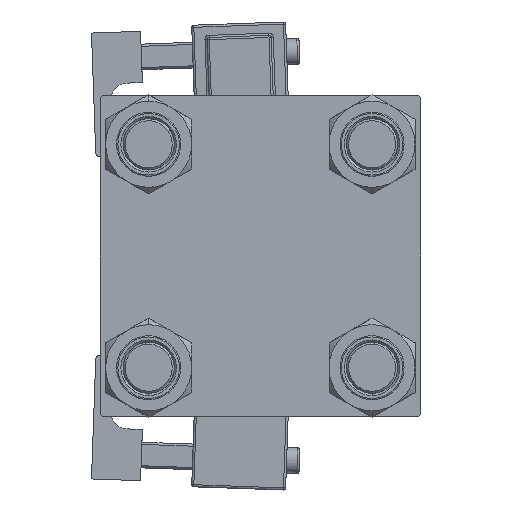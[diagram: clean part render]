
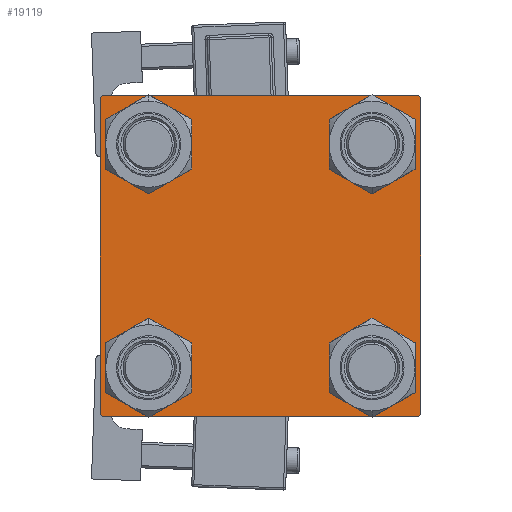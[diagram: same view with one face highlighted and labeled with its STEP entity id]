
A CAD part, left-side view. The second image highlights one B-rep face of the part: STEP entity #19119.
In plain terms, the highlighted planar face has unit normal (-1, 0, 0).
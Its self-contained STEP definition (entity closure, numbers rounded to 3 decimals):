
#184 = ORIENTED_EDGE ( 'NONE', *, *, #11284, .T. ) ;
#266 = DIRECTION ( 'NONE',  ( 1., 0., 0. ) ) ;
#532 = CIRCLE ( 'NONE', #37908, 6.5 ) ;
#794 = ORIENTED_EDGE ( 'NONE', *, *, #49230, .T. ) ;
#822 = LINE ( 'NONE', #17306, #1406 ) ;
#1016 = DIRECTION ( 'NONE',  ( 1., 0., 0. ) ) ;
#1406 = VECTOR ( 'NONE', #48916, 1000. ) ;
#1920 = EDGE_CURVE ( 'NONE', #13219, #17024, #43823, .T. ) ;
#2427 = LINE ( 'NONE', #22877, #3966 ) ;
#2701 = VERTEX_POINT ( 'NONE', #37202 ) ;
#3036 = EDGE_CURVE ( 'NONE', #32487, #9183, #48117, .T. ) ;
#3785 = ORIENTED_EDGE ( 'NONE', *, *, #24634, .T. ) ;
#3966 = VECTOR ( 'NONE', #39068, 1000. ) ;
#4249 = CARTESIAN_POINT ( 'NONE',  ( 0., 26.15, -32.65 ) ) ;
#4276 = CARTESIAN_POINT ( 'NONE',  ( 0., -26.15, 26.15 ) ) ;
#4468 = CARTESIAN_POINT ( 'NONE',  ( 0., -37.5, 37.5 ) ) ;
#4724 = VECTOR ( 'NONE', #21981, 1000. ) ;
#4956 = EDGE_CURVE ( 'NONE', #49584, #36265, #822, .T. ) ;
#5921 = CARTESIAN_POINT ( 'NONE',  ( 0., 37., -37.5 ) ) ;
#6600 = PLANE ( 'NONE',  #18000 ) ;
#7090 = VERTEX_POINT ( 'NONE', #43763 ) ;
#7872 = EDGE_LOOP ( 'NONE', ( #38030, #794 ) ) ;
#8645 = CIRCLE ( 'NONE', #17993, 6.5 ) ;
#9183 = VERTEX_POINT ( 'NONE', #13915 ) ;
#9478 = DIRECTION ( 'NONE',  ( 1., 0., 0. ) ) ;
#10437 = VECTOR ( 'NONE', #24176, 1000. ) ;
#10564 = DIRECTION ( 'NONE',  ( -1., 0., 0. ) ) ;
#11235 = DIRECTION ( 'NONE',  ( 1., 0., 0. ) ) ;
#11284 = EDGE_CURVE ( 'NONE', #35728, #26550, #35378, .T. ) ;
#11998 = CARTESIAN_POINT ( 'NONE',  ( 0., 26.15, -19.65 ) ) ;
#12258 = CARTESIAN_POINT ( 'NONE',  ( 0., 37.25, 37.25 ) ) ;
#12667 = CARTESIAN_POINT ( 'NONE',  ( 0., -26.15, 32.65 ) ) ;
#13219 = VERTEX_POINT ( 'NONE', #20095 ) ;
#13458 = CARTESIAN_POINT ( 'NONE',  ( 0., -26.15, -26.15 ) ) ;
#13757 = AXIS2_PLACEMENT_3D ( 'NONE', #16756, #32951, #45707 ) ;
#13915 = CARTESIAN_POINT ( 'NONE',  ( 0., -26.15, -32.65 ) ) ;
#14541 = CARTESIAN_POINT ( 'NONE',  ( 0., 26.15, 26.15 ) ) ;
#15326 = FACE_OUTER_BOUND ( 'NONE', #45758, .T. ) ;
#15418 = DIRECTION ( 'NONE',  ( 1., 0., 0. ) ) ;
#15472 = DIRECTION ( 'NONE',  ( 0., 0.707, -0.707 ) ) ;
#15787 = CIRCLE ( 'NONE', #22594, 6.5 ) ;
#16468 = CARTESIAN_POINT ( 'NONE',  ( 0., 37.5, -37.5 ) ) ;
#16484 = DIRECTION ( 'NONE',  ( 0., 0., 1. ) ) ;
#16741 = VERTEX_POINT ( 'NONE', #5921 ) ;
#16756 = CARTESIAN_POINT ( 'NONE',  ( 0., -26.15, 26.15 ) ) ;
#17024 = VERTEX_POINT ( 'NONE', #12667 ) ;
#17306 = CARTESIAN_POINT ( 'NONE',  ( 0., -37.25, 37.25 ) ) ;
#17472 = CIRCLE ( 'NONE', #23404, 6.5 ) ;
#17535 = AXIS2_PLACEMENT_3D ( 'NONE', #4276, #266, #16484 ) ;
#17967 = EDGE_CURVE ( 'NONE', #48561, #36265, #40837, .T. ) ;
#17993 = AXIS2_PLACEMENT_3D ( 'NONE', #51811, #15418, #39569 ) ;
#18000 = AXIS2_PLACEMENT_3D ( 'NONE', #23285, #10564, #47727 ) ;
#18084 = ORIENTED_EDGE ( 'NONE', *, *, #21784, .T. ) ;
#18645 = EDGE_CURVE ( 'NONE', #17024, #13219, #51909, .T. ) ;
#19119 = ADVANCED_FACE ( 'NONE', ( #30495, #35503, #30752, #19306, #15326 ), #6600, .T. ) ;
#19306 = FACE_BOUND ( 'NONE', #7872, .T. ) ;
#19956 = DIRECTION ( 'NONE',  ( 0., 0., -1. ) ) ;
#20095 = CARTESIAN_POINT ( 'NONE',  ( 0., -26.15, 19.65 ) ) ;
#20138 = CARTESIAN_POINT ( 'NONE',  ( 0., 37.5, 37.5 ) ) ;
#20929 = DIRECTION ( 'NONE',  ( 0., 0., -1. ) ) ;
#21317 = ORIENTED_EDGE ( 'NONE', *, *, #40458, .T. ) ;
#21332 = ORIENTED_EDGE ( 'NONE', *, *, #45381, .T. ) ;
#21784 = EDGE_CURVE ( 'NONE', #31062, #40106, #8645, .T. ) ;
#21954 = CIRCLE ( 'NONE', #50780, 6.5 ) ;
#21981 = DIRECTION ( 'NONE',  ( 0., -0.707, -0.707 ) ) ;
#22594 = AXIS2_PLACEMENT_3D ( 'NONE', #31415, #11235, #32202 ) ;
#22877 = CARTESIAN_POINT ( 'NONE',  ( 0., -37.25, -37.25 ) ) ;
#23285 = CARTESIAN_POINT ( 'NONE',  ( 0., 0., 0. ) ) ;
#23402 = EDGE_LOOP ( 'NONE', ( #28223, #47905 ) ) ;
#23404 = AXIS2_PLACEMENT_3D ( 'NONE', #13458, #9478, #25666 ) ;
#23908 = ORIENTED_EDGE ( 'NONE', *, *, #32835, .T. ) ;
#24165 = VECTOR ( 'NONE', #15472, 1000. ) ;
#24176 = DIRECTION ( 'NONE',  ( 0., -1., 0. ) ) ;
#24634 = EDGE_CURVE ( 'NONE', #16741, #36893, #36642, .T. ) ;
#24661 = CARTESIAN_POINT ( 'NONE',  ( 0., -26.15, -26.15 ) ) ;
#25666 = DIRECTION ( 'NONE',  ( 0., 0., 1. ) ) ;
#25682 = ORIENTED_EDGE ( 'NONE', *, *, #45203, .T. ) ;
#25815 = CARTESIAN_POINT ( 'NONE',  ( 0., 26.15, 32.65 ) ) ;
#26550 = VERTEX_POINT ( 'NONE', #52433 ) ;
#26731 = DIRECTION ( 'NONE',  ( 1., 0., 0. ) ) ;
#26930 = AXIS2_PLACEMENT_3D ( 'NONE', #24661, #1016, #48580 ) ;
#28223 = ORIENTED_EDGE ( 'NONE', *, *, #3036, .T. ) ;
#28517 = CARTESIAN_POINT ( 'NONE',  ( 0., -26.15, -19.65 ) ) ;
#29196 = EDGE_CURVE ( 'NONE', #49584, #7090, #45357, .T. ) ;
#30495 = FACE_BOUND ( 'NONE', #37701, .T. ) ;
#30735 = DIRECTION ( 'NONE',  ( 1., 0., 0. ) ) ;
#30752 = FACE_BOUND ( 'NONE', #44118, .T. ) ;
#30921 = ORIENTED_EDGE ( 'NONE', *, *, #18645, .T. ) ;
#31062 = VERTEX_POINT ( 'NONE', #11998 ) ;
#31415 = CARTESIAN_POINT ( 'NONE',  ( 0., 26.15, -26.15 ) ) ;
#32202 = DIRECTION ( 'NONE',  ( 0., 0., 1. ) ) ;
#32487 = VERTEX_POINT ( 'NONE', #28517 ) ;
#32612 = VECTOR ( 'NONE', #20929, 1000. ) ;
#32835 = EDGE_CURVE ( 'NONE', #48561, #35728, #48655, .T. ) ;
#32876 = DIRECTION ( 'NONE',  ( 0., -1., 0. ) ) ;
#32951 = DIRECTION ( 'NONE',  ( 1., 0., 0. ) ) ;
#33208 = VECTOR ( 'NONE', #32876, 1000. ) ;
#34074 = CARTESIAN_POINT ( 'NONE',  ( 0., 37., 37.5 ) ) ;
#34921 = ORIENTED_EDGE ( 'NONE', *, *, #1920, .T. ) ;
#34973 = DIRECTION ( 'NONE',  ( 0., 0., 1. ) ) ;
#35356 = EDGE_CURVE ( 'NONE', #9183, #32487, #17472, .T. ) ;
#35378 = LINE ( 'NONE', #39113, #36376 ) ;
#35503 = FACE_BOUND ( 'NONE', #23402, .T. ) ;
#35726 = CARTESIAN_POINT ( 'NONE',  ( 0., 26.15, 26.15 ) ) ;
#35728 = VERTEX_POINT ( 'NONE', #45850 ) ;
#36265 = VERTEX_POINT ( 'NONE', #50777 ) ;
#36376 = VECTOR ( 'NONE', #19956, 1000. ) ;
#36642 = LINE ( 'NONE', #16468, #10437 ) ;
#36893 = VERTEX_POINT ( 'NONE', #52401 ) ;
#37202 = CARTESIAN_POINT ( 'NONE',  ( 0., 26.15, 19.65 ) ) ;
#37701 = EDGE_LOOP ( 'NONE', ( #30921, #34921 ) ) ;
#37908 = AXIS2_PLACEMENT_3D ( 'NONE', #35726, #26731, #43697 ) ;
#38030 = ORIENTED_EDGE ( 'NONE', *, *, #46023, .T. ) ;
#38604 = CARTESIAN_POINT ( 'NONE',  ( 0., -37.5, 37. ) ) ;
#39068 = DIRECTION ( 'NONE',  ( 0., -0.707, 0.707 ) ) ;
#39113 = CARTESIAN_POINT ( 'NONE',  ( 0., 37.5, 37.5 ) ) ;
#39569 = DIRECTION ( 'NONE',  ( 0., 0., 1. ) ) ;
#40106 = VERTEX_POINT ( 'NONE', #4249 ) ;
#40458 = EDGE_CURVE ( 'NONE', #26550, #16741, #42675, .T. ) ;
#40837 = LINE ( 'NONE', #20138, #33208 ) ;
#41413 = ORIENTED_EDGE ( 'NONE', *, *, #17967, .F. ) ;
#41767 = ORIENTED_EDGE ( 'NONE', *, *, #29196, .F. ) ;
#42675 = LINE ( 'NONE', #46140, #4724 ) ;
#43697 = DIRECTION ( 'NONE',  ( 0., 0., 1. ) ) ;
#43763 = CARTESIAN_POINT ( 'NONE',  ( 0., -37.5, -37. ) ) ;
#43823 = CIRCLE ( 'NONE', #17535, 6.5 ) ;
#44118 = EDGE_LOOP ( 'NONE', ( #18084, #25682 ) ) ;
#45203 = EDGE_CURVE ( 'NONE', #40106, #31062, #15787, .T. ) ;
#45357 = LINE ( 'NONE', #4468, #32612 ) ;
#45381 = EDGE_CURVE ( 'NONE', #36893, #7090, #2427, .T. ) ;
#45707 = DIRECTION ( 'NONE',  ( 0., 0., 1. ) ) ;
#45758 = EDGE_LOOP ( 'NONE', ( #184, #21317, #3785, #21332, #41767, #46862, #41413, #23908 ) ) ;
#45850 = CARTESIAN_POINT ( 'NONE',  ( 0., 37.5, 37. ) ) ;
#46023 = EDGE_CURVE ( 'NONE', #46598, #2701, #532, .T. ) ;
#46140 = CARTESIAN_POINT ( 'NONE',  ( 0., 37.25, -37.25 ) ) ;
#46598 = VERTEX_POINT ( 'NONE', #25815 ) ;
#46862 = ORIENTED_EDGE ( 'NONE', *, *, #4956, .T. ) ;
#47727 = DIRECTION ( 'NONE',  ( 0., 0., 1. ) ) ;
#47905 = ORIENTED_EDGE ( 'NONE', *, *, #35356, .T. ) ;
#48117 = CIRCLE ( 'NONE', #26930, 6.5 ) ;
#48561 = VERTEX_POINT ( 'NONE', #34074 ) ;
#48580 = DIRECTION ( 'NONE',  ( 0., 0., 1. ) ) ;
#48655 = LINE ( 'NONE', #12258, #24165 ) ;
#48916 = DIRECTION ( 'NONE',  ( 0., 0.707, 0.707 ) ) ;
#49230 = EDGE_CURVE ( 'NONE', #2701, #46598, #21954, .T. ) ;
#49584 = VERTEX_POINT ( 'NONE', #38604 ) ;
#50777 = CARTESIAN_POINT ( 'NONE',  ( 0., -37., 37.5 ) ) ;
#50780 = AXIS2_PLACEMENT_3D ( 'NONE', #14541, #30735, #34973 ) ;
#51811 = CARTESIAN_POINT ( 'NONE',  ( 0., 26.15, -26.15 ) ) ;
#51909 = CIRCLE ( 'NONE', #13757, 6.5 ) ;
#52401 = CARTESIAN_POINT ( 'NONE',  ( 0., -37., -37.5 ) ) ;
#52433 = CARTESIAN_POINT ( 'NONE',  ( 0., 37.5, -37. ) ) ;
